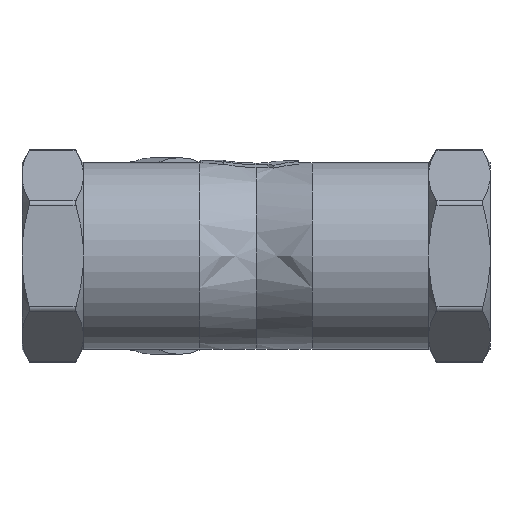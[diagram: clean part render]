
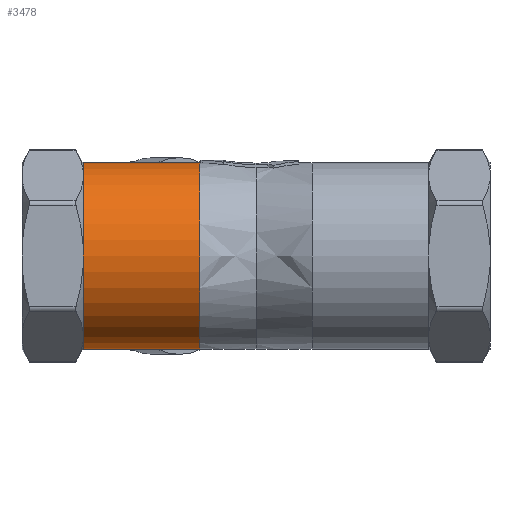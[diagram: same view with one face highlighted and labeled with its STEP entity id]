
A CAD part, front view. The second image highlights one B-rep face of the part: STEP entity #3478.
In plain terms, the highlighted cylindrical face has radius 17.5 mm (diameter 35 mm), a full revolution.
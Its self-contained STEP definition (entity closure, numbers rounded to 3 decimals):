
#129=CIRCLE('',#3771,17.5);
#130=CIRCLE('',#3772,17.5);
#131=CIRCLE('',#3774,17.5);
#132=CIRCLE('',#3775,17.5);
#133=CIRCLE('',#3776,17.5);
#134=CIRCLE('',#3777,17.5);
#135=CIRCLE('',#3778,17.5);
#136=CIRCLE('',#3779,17.5);
#137=CIRCLE('',#3780,17.5);
#138=CIRCLE('',#3781,17.5);
#222=CYLINDRICAL_SURFACE('',#3773,17.5);
#458=LINE('',#7782,#626);
#626=VECTOR('',#4466,17.5);
#872=FACE_OUTER_BOUND('',#1071,.T.);
#1071=EDGE_LOOP('',(#2857,#2858,#2859,#2860,#2861,#2862,#2863,#2864,#2865,
#2866,#2867,#2868,#2869));
#1237=B_SPLINE_CURVE_WITH_KNOTS('',3,(#7516,#7517,#7518,#7519,#7520,#7521,
#7522,#7523,#7524,#7525,#7526,#7527,#7528,#7529),.UNSPECIFIED.,.F.,.F.,
(4,1,1,1,1,1,1,1,1,1,1,4),(-20.981,-20.216,-19.452,
-19.07,-18.687,-18.178,-17.923,
-17.668,-17.413,-17.158,-16.394,
-15.629),.UNSPECIFIED.);
#1514=VERTEX_POINT('',#6651);
#1523=VERTEX_POINT('',#6703);
#1534=VERTEX_POINT('',#6783);
#1545=VERTEX_POINT('',#7514);
#1546=VERTEX_POINT('',#7515);
#1550=VERTEX_POINT('',#7771);
#1551=VERTEX_POINT('',#7773);
#1552=VERTEX_POINT('',#7781);
#1553=VERTEX_POINT('',#7784);
#1554=VERTEX_POINT('',#7787);
#1555=VERTEX_POINT('',#7790);
#2005=EDGE_CURVE('',#1545,#1546,#1237,.T.);
#2013=EDGE_CURVE('',#1546,#1550,#129,.T.);
#2014=EDGE_CURVE('',#1550,#1551,#130,.T.);
#2016=EDGE_CURVE('',#1551,#1545,#131,.T.);
#2017=EDGE_CURVE('',#1550,#1552,#458,.T.);
#2018=EDGE_CURVE('',#1534,#1552,#132,.T.);
#2019=EDGE_CURVE('',#1553,#1534,#133,.T.);
#2020=EDGE_CURVE('',#1514,#1553,#134,.T.);
#2021=EDGE_CURVE('',#1554,#1514,#135,.T.);
#2022=EDGE_CURVE('',#1523,#1554,#136,.T.);
#2023=EDGE_CURVE('',#1555,#1523,#137,.T.);
#2024=EDGE_CURVE('',#1552,#1555,#138,.T.);
#2857=ORIENTED_EDGE('',*,*,#2005,.F.);
#2858=ORIENTED_EDGE('',*,*,#2016,.F.);
#2859=ORIENTED_EDGE('',*,*,#2014,.F.);
#2860=ORIENTED_EDGE('',*,*,#2017,.T.);
#2861=ORIENTED_EDGE('',*,*,#2018,.F.);
#2862=ORIENTED_EDGE('',*,*,#2019,.F.);
#2863=ORIENTED_EDGE('',*,*,#2020,.F.);
#2864=ORIENTED_EDGE('',*,*,#2021,.F.);
#2865=ORIENTED_EDGE('',*,*,#2022,.F.);
#2866=ORIENTED_EDGE('',*,*,#2023,.F.);
#2867=ORIENTED_EDGE('',*,*,#2024,.F.);
#2868=ORIENTED_EDGE('',*,*,#2017,.F.);
#2869=ORIENTED_EDGE('',*,*,#2013,.F.);
#3478=ADVANCED_FACE('',(#872),#222,.T.);
#3771=AXIS2_PLACEMENT_3D('',#7772,#4458,#4459);
#3772=AXIS2_PLACEMENT_3D('',#7774,#4460,#4461);
#3773=AXIS2_PLACEMENT_3D('',#7779,#4462,#4463);
#3774=AXIS2_PLACEMENT_3D('',#7780,#4464,#4465);
#3775=AXIS2_PLACEMENT_3D('',#7783,#4467,#4468);
#3776=AXIS2_PLACEMENT_3D('',#7785,#4469,#4470);
#3777=AXIS2_PLACEMENT_3D('',#7786,#4471,#4472);
#3778=AXIS2_PLACEMENT_3D('',#7788,#4473,#4474);
#3779=AXIS2_PLACEMENT_3D('',#7789,#4475,#4476);
#3780=AXIS2_PLACEMENT_3D('',#7791,#4477,#4478);
#3781=AXIS2_PLACEMENT_3D('',#7792,#4479,#4480);
#4458=DIRECTION('center_axis',(1.,0.,0.));
#4459=DIRECTION('ref_axis',(0.,0.,-1.));
#4460=DIRECTION('center_axis',(1.,0.,0.));
#4461=DIRECTION('ref_axis',(0.,0.,-1.));
#4462=DIRECTION('center_axis',(1.,0.,0.));
#4463=DIRECTION('ref_axis',(0.,0.,-1.));
#4464=DIRECTION('center_axis',(1.,0.,0.));
#4465=DIRECTION('ref_axis',(0.,0.,-1.));
#4466=DIRECTION('',(-1.,0.,0.));
#4467=DIRECTION('center_axis',(-1.,0.,0.));
#4468=DIRECTION('ref_axis',(0.,0.,-1.));
#4469=DIRECTION('center_axis',(-1.,0.,0.));
#4470=DIRECTION('ref_axis',(0.,0.,-1.));
#4471=DIRECTION('center_axis',(-1.,0.,0.));
#4472=DIRECTION('ref_axis',(0.,0.,-1.));
#4473=DIRECTION('center_axis',(-1.,0.,0.));
#4474=DIRECTION('ref_axis',(0.,0.,-1.));
#4475=DIRECTION('center_axis',(-1.,0.,0.));
#4476=DIRECTION('ref_axis',(0.,0.,-1.));
#4477=DIRECTION('center_axis',(-1.,0.,0.));
#4478=DIRECTION('ref_axis',(0.,0.,-1.));
#4479=DIRECTION('center_axis',(-1.,0.,0.));
#4480=DIRECTION('ref_axis',(0.,0.,-1.));
#6651=CARTESIAN_POINT('',(11.5,-8.75,-15.155));
#6703=CARTESIAN_POINT('',(11.5,17.5,0.));
#6783=CARTESIAN_POINT('',(11.5,-8.75,15.155));
#7514=CARTESIAN_POINT('',(33.464,11.553,-13.144));
#7515=CARTESIAN_POINT('',(33.464,11.553,13.144));
#7516=CARTESIAN_POINT('Ctrl Pts',(33.464,11.553,-13.144));
#7517=CARTESIAN_POINT('Ctrl Pts',(31.215,12.287,-12.499));
#7518=CARTESIAN_POINT('Ctrl Pts',(26.802,13.736,-11.009));
#7519=CARTESIAN_POINT('Ctrl Pts',(21.632,15.446,-8.438));
#7520=CARTESIAN_POINT('Ctrl Pts',(18.105,16.616,-5.661));
#7521=CARTESIAN_POINT('Ctrl Pts',(15.789,17.386,-2.818));
#7522=CARTESIAN_POINT('Ctrl Pts',(15.151,17.598,0.376));
#7523=CARTESIAN_POINT('Ctrl Pts',(16.149,17.266,3.05));
#7524=CARTESIAN_POINT('Ctrl Pts',(17.39,16.854,4.817));
#7525=CARTESIAN_POINT('Ctrl Pts',(18.978,16.326,6.364));
#7526=CARTESIAN_POINT('Ctrl Pts',(21.979,15.331,8.609));
#7527=CARTESIAN_POINT('Ctrl Pts',(26.799,13.737,11.007));
#7528=CARTESIAN_POINT('Ctrl Pts',(31.217,12.286,12.5));
#7529=CARTESIAN_POINT('Ctrl Pts',(33.464,11.553,13.144));
#7771=CARTESIAN_POINT('',(33.464,0.,17.5));
#7772=CARTESIAN_POINT('Origin',(33.464,0.,0.));
#7773=CARTESIAN_POINT('',(33.464,0.,-17.5));
#7774=CARTESIAN_POINT('Origin',(33.464,0.,0.));
#7779=CARTESIAN_POINT('Origin',(11.5,0.,0.));
#7780=CARTESIAN_POINT('Origin',(33.464,0.,0.));
#7781=CARTESIAN_POINT('',(11.5,0.,17.5));
#7782=CARTESIAN_POINT('',(11.5,0.,17.5));
#7783=CARTESIAN_POINT('Origin',(11.5,0.,0.));
#7784=CARTESIAN_POINT('',(11.5,-17.5,0.));
#7785=CARTESIAN_POINT('Origin',(11.5,0.,0.));
#7786=CARTESIAN_POINT('Origin',(11.5,0.,0.));
#7787=CARTESIAN_POINT('',(11.5,8.75,-15.155));
#7788=CARTESIAN_POINT('Origin',(11.5,0.,0.));
#7789=CARTESIAN_POINT('Origin',(11.5,0.,0.));
#7790=CARTESIAN_POINT('',(11.5,8.75,15.155));
#7791=CARTESIAN_POINT('Origin',(11.5,0.,0.));
#7792=CARTESIAN_POINT('Origin',(11.5,0.,0.));
